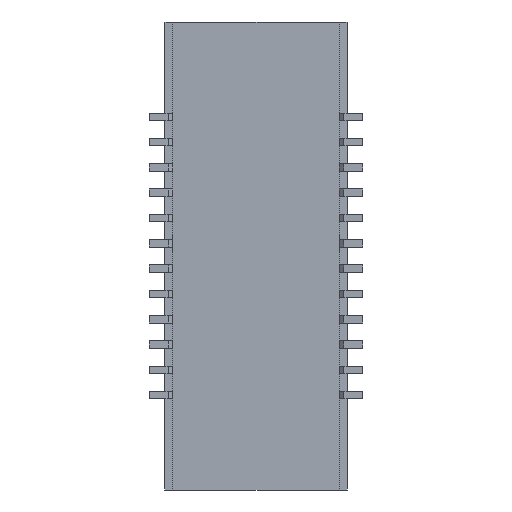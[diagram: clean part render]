
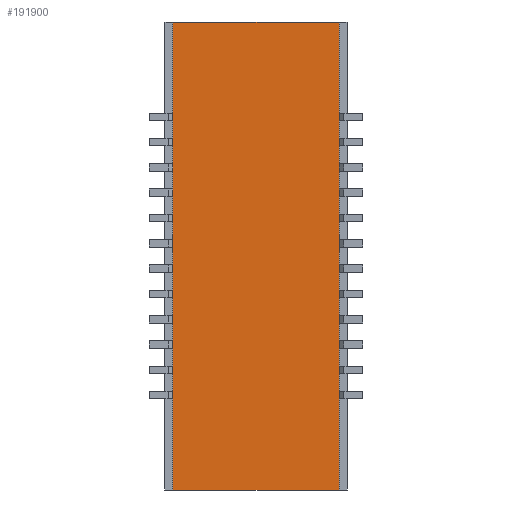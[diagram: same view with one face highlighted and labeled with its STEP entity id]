
A CAD part, front view. The second image highlights one B-rep face of the part: STEP entity #191900.
In plain terms, the highlighted planar face has unit normal (0, -1, 0).
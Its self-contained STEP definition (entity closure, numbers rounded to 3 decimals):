
#64370=CARTESIAN_POINT('',(1.32,0.,5.185));
#64380=VERTEX_POINT('',#64370);
#64550=CARTESIAN_POINT('',(1.32,0.,-2.215));
#64560=VERTEX_POINT('',#64550);
#64590=CARTESIAN_POINT('',(1.32,0.,3.77));
#64600=DIRECTION('',(0.,0.,1.));
#64610=VECTOR('',#64600,1.);
#64620=LINE('',#64590,#64610);
#64630=EDGE_CURVE('',#64560,#64380,#64620,.T.);
#72250=CARTESIAN_POINT('',(0.,0.,
5.185));
#72260=DIRECTION('',(-1.,0.,0.));
#72270=VECTOR('',#72260,1.);
#72280=LINE('',#72250,#72270);
#72290=CARTESIAN_POINT('',(-1.32,0.,5.185));
#72300=VERTEX_POINT('',#72290);
#72310=EDGE_CURVE('',#64380,#72300,#72280,.T.);
#179500=CARTESIAN_POINT('',(-1.32,0.,-2.215));
#179510=VERTEX_POINT('',#179500);
#179540=CARTESIAN_POINT('',(0.,0.,
-2.215));
#179550=DIRECTION('',(1.,0.,0.));
#179560=VECTOR('',#179550,1.);
#179570=LINE('',#179540,#179560);
#179580=EDGE_CURVE('',#179510,#64560,#179570,.T.);
#190980=CARTESIAN_POINT('',(-1.32,0.,3.77));
#190990=DIRECTION('',(0.,-0.,-1.));
#191000=VECTOR('',#190990,1.);
#191010=LINE('',#190980,#191000);
#191020=EDGE_CURVE('',#72300,#179510,#191010,.T.);
#191790=CARTESIAN_POINT('',(-1.32,0.,-2.215));
#191800=DIRECTION('',(0.,-1.,0.));
#191810=DIRECTION('',(-1.,0.,0.));
#191820=AXIS2_PLACEMENT_3D('',#191790,#191800,#191810);
#191830=PLANE('',#191820);
#191840=ORIENTED_EDGE('',*,*,#72310,.T.);
#191850=ORIENTED_EDGE('',*,*,#64630,.T.);
#191860=ORIENTED_EDGE('',*,*,#179580,.T.);
#191870=ORIENTED_EDGE('',*,*,#191020,.T.);
#191880=EDGE_LOOP('',(#191870,#191860,#191850,#191840));
#191890=FACE_OUTER_BOUND('',#191880,.T.);
#191900=ADVANCED_FACE('',(#191890),#191830,.T.);
